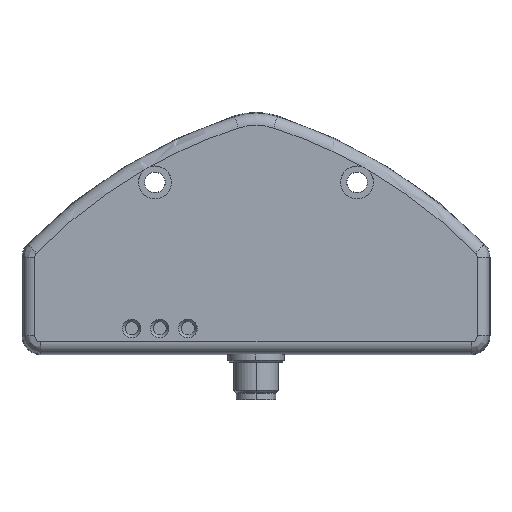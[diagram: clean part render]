
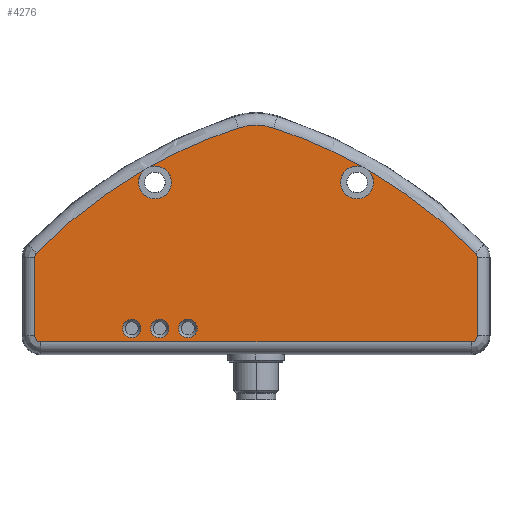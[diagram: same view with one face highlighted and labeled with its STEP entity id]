
A CAD part, front view. The second image highlights one B-rep face of the part: STEP entity #4276.
In plain terms, the highlighted planar face has unit normal (0, -1, 0).
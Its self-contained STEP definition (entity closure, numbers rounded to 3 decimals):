
#39=CARTESIAN_POINT('',(-35.947,0.,
-65.236));
#40=DIRECTION('',(0.,1.,0.));
#41=DIRECTION('',(0.308,0.,0.952));
#42=AXIS2_PLACEMENT_3D('',#39,#40,#41);
#48=CARTESIAN_POINT('',(27.,0.,46.));
#49=DIRECTION('',(0.,-1.,0.));
#50=DIRECTION('',(0.36,0.,0.933));
#51=AXIS2_PLACEMENT_3D('',#48,#49,#50);
#56=CARTESIAN_POINT('',(27.,0.,46.));
#57=DIRECTION('',(0.,-1.,0.));
#58=DIRECTION('',(-1.,0.,0.));
#59=AXIS2_PLACEMENT_3D('',#56,#57,#58);
#64=CARTESIAN_POINT('',(27.,0.,46.));
#65=DIRECTION('',(0.,-1.,0.));
#66=DIRECTION('',(1.,0.,0.));
#67=AXIS2_PLACEMENT_3D('',#64,#65,#66);
#72=CARTESIAN_POINT('',(-35.947,0.,
-65.236));
#73=DIRECTION('',(0.,1.,0.));
#74=DIRECTION('',(0.497,0.,0.868));
#75=AXIS2_PLACEMENT_3D('',#72,#73,#74);
#80=CARTESIAN_POINT('',(57.5,0.,26.));
#81=DIRECTION('',(0.,1.,0.));
#82=DIRECTION('',(0.716,0.,0.699));
#83=AXIS2_PLACEMENT_3D('',#80,#81,#82);
#88=CARTESIAN_POINT('',(57.5,0.,5.));
#89=DIRECTION('',(0.,1.,0.));
#90=DIRECTION('',(1.,0.,0.));
#91=AXIS2_PLACEMENT_3D('',#88,#89,#90);
#96=CARTESIAN_POINT('',(-57.5,0.,5.));
#97=DIRECTION('',(0.,1.,0.));
#98=DIRECTION('',(0.,0.,-1.));
#99=AXIS2_PLACEMENT_3D('',#96,#97,#98);
#104=CARTESIAN_POINT('',(-57.5,0.,
26.));
#105=DIRECTION('',(0.,1.,0.));
#106=DIRECTION('',(-1.,0.,0.));
#107=AXIS2_PLACEMENT_3D('',#104,#105,#106);
#112=CARTESIAN_POINT('',(35.947,0.,
-65.236));
#113=DIRECTION('',(0.,1.,0.));
#114=DIRECTION('',(-0.716,0.,0.699));
#115=AXIS2_PLACEMENT_3D('',#112,#113,#114);
#120=CARTESIAN_POINT('',(-27.,0.,46.));
#121=DIRECTION('',(0.,-1.,0.));
#122=DIRECTION('',(-0.614,0.,0.789));
#123=AXIS2_PLACEMENT_3D('',#120,#121,#122);
#128=CARTESIAN_POINT('',(-27.,0.,46.));
#129=DIRECTION('',(0.,-1.,0.));
#130=DIRECTION('',(-1.,0.,0.));
#131=AXIS2_PLACEMENT_3D('',#128,#129,#130);
#136=CARTESIAN_POINT('',(-27.,0.,46.));
#137=DIRECTION('',(0.,-1.,0.));
#138=DIRECTION('',(1.,0.,0.));
#139=AXIS2_PLACEMENT_3D('',#136,#137,#138);
#144=CARTESIAN_POINT('',(35.947,0.,
-65.236));
#145=DIRECTION('',(0.,1.,0.));
#146=DIRECTION('',(-0.488,0.,0.873));
#147=AXIS2_PLACEMENT_3D('',#144,#145,#146);
#152=CARTESIAN_POINT('',(0.,0.,46.));
#153=DIRECTION('',(0.,1.,0.));
#154=DIRECTION('',(-0.308,0.,0.952));
#155=AXIS2_PLACEMENT_3D('',#152,#153,#154);
#160=CARTESIAN_POINT('',(-33.2,0.,7.));
#161=DIRECTION('',(0.,-1.,0.));
#162=DIRECTION('',(-1.,0.,0.));
#163=AXIS2_PLACEMENT_3D('',#160,#161,#162);
#168=CARTESIAN_POINT('',(-33.2,0.,7.));
#169=DIRECTION('',(0.,-1.,0.));
#170=DIRECTION('',(1.,0.,0.));
#171=AXIS2_PLACEMENT_3D('',#168,#169,#170);
#176=CARTESIAN_POINT('',(-25.7,0.,7.));
#177=DIRECTION('',(0.,-1.,0.));
#178=DIRECTION('',(-1.,0.,0.));
#179=AXIS2_PLACEMENT_3D('',#176,#177,#178);
#184=CARTESIAN_POINT('',(-25.7,0.,7.));
#185=DIRECTION('',(0.,-1.,0.));
#186=DIRECTION('',(1.,0.,0.));
#187=AXIS2_PLACEMENT_3D('',#184,#185,#186);
#192=CARTESIAN_POINT('',(-18.2,0.,7.));
#193=DIRECTION('',(0.,-1.,0.));
#194=DIRECTION('',(-1.,0.,0.));
#195=AXIS2_PLACEMENT_3D('',#192,#193,#194);
#200=CARTESIAN_POINT('',(-18.2,0.,7.));
#201=DIRECTION('',(0.,-1.,0.));
#202=DIRECTION('',(1.,0.,0.));
#203=AXIS2_PLACEMENT_3D('',#200,#201,#202);
#1319=DIRECTION('',(0.,0.,-1.));
#1320=VECTOR('',#1319,21.);
#1321=CARTESIAN_POINT('',(-59.066,0.,
26.));
#1322=LINE('',#1321,#1320);
#1357=DIRECTION('',(1.,0.,0.));
#1358=VECTOR('',#1357,115.);
#1359=CARTESIAN_POINT('',(-57.5,0.,
3.434));
#1360=LINE('',#1359,#1358);
#1395=DIRECTION('',(0.,0.,1.));
#1396=VECTOR('',#1395,21.);
#1397=CARTESIAN_POINT('',(59.066,0.,
5.));
#1398=LINE('',#1397,#1396);
#3630=CARTESIAN_POINT('',(4.694,0.,
60.526));
#3631=CARTESIAN_POINT('',(28.586,0.,
50.104));
#3632=VERTEX_POINT('',#3630);
#3633=VERTEX_POINT('',#3631);
#3634=CARTESIAN_POINT('',(22.6,0.,46.));
#3635=VERTEX_POINT('',#3634);
#3636=CARTESIAN_POINT('',(31.4,0.,46.));
#3637=VERTEX_POINT('',#3636);
#3638=CARTESIAN_POINT('',(29.702,0.,49.473));
#3639=VERTEX_POINT('',#3638);
#3640=CARTESIAN_POINT('',(58.621,0.,
27.094));
#3641=VERTEX_POINT('',#3640);
#3642=CARTESIAN_POINT('',(59.066,0.,
26.));
#3643=VERTEX_POINT('',#3642);
#3644=CARTESIAN_POINT('',(59.066,0.,
5.));
#3645=VERTEX_POINT('',#3644);
#3646=CARTESIAN_POINT('',(57.5,0.,
3.434));
#3647=VERTEX_POINT('',#3646);
#3648=CARTESIAN_POINT('',(-57.5,0.,
3.434));
#3649=VERTEX_POINT('',#3648);
#3650=CARTESIAN_POINT('',(-59.066,0.,
5.));
#3651=VERTEX_POINT('',#3650);
#3652=CARTESIAN_POINT('',(-59.066,0.,
26.));
#3653=VERTEX_POINT('',#3652);
#3654=CARTESIAN_POINT('',(-58.621,0.,
27.094));
#3655=VERTEX_POINT('',#3654);
#3656=CARTESIAN_POINT('',(-29.702,0.,
49.473));
#3657=VERTEX_POINT('',#3656);
#3658=CARTESIAN_POINT('',(-31.4,0.,46.));
#3659=VERTEX_POINT('',#3658);
#3660=CARTESIAN_POINT('',(-22.6,0.,46.));
#3661=VERTEX_POINT('',#3660);
#3662=CARTESIAN_POINT('',(-28.586,0.,
50.104));
#3663=VERTEX_POINT('',#3662);
#3664=CARTESIAN_POINT('',(-4.694,0.,
60.526));
#3665=VERTEX_POINT('',#3664);
#3666=CARTESIAN_POINT('',(-35.643,0.,7.));
#3667=CARTESIAN_POINT('',(-30.757,0.,7.));
#3668=VERTEX_POINT('',#3666);
#3669=VERTEX_POINT('',#3667);
#3670=CARTESIAN_POINT('',(-28.143,0.,7.));
#3671=CARTESIAN_POINT('',(-23.257,0.,7.));
#3672=VERTEX_POINT('',#3670);
#3673=VERTEX_POINT('',#3671);
#3674=CARTESIAN_POINT('',(-20.701,0.,7.));
#3675=CARTESIAN_POINT('',(-15.699,0.,7.));
#3676=VERTEX_POINT('',#3674);
#3677=VERTEX_POINT('',#3675);
#4215=CARTESIAN_POINT('',(0.,0.,0.));
#4216=DIRECTION('',(0.,1.,0.));
#4217=DIRECTION('',(1.,0.,0.));
#4218=AXIS2_PLACEMENT_3D('',#4215,#4216,#4217);
#4219=PLANE('',#4218);
#4221=ORIENTED_EDGE('',*,*,#4220,.T.);
#4223=ORIENTED_EDGE('',*,*,#4222,.T.);
#4225=ORIENTED_EDGE('',*,*,#4224,.T.);
#4227=ORIENTED_EDGE('',*,*,#4226,.T.);
#4229=ORIENTED_EDGE('',*,*,#4228,.T.);
#4231=ORIENTED_EDGE('',*,*,#4230,.T.);
#4233=ORIENTED_EDGE('',*,*,#4232,.F.);
#4235=ORIENTED_EDGE('',*,*,#4234,.T.);
#4237=ORIENTED_EDGE('',*,*,#4236,.F.);
#4239=ORIENTED_EDGE('',*,*,#4238,.T.);
#4241=ORIENTED_EDGE('',*,*,#4240,.F.);
#4243=ORIENTED_EDGE('',*,*,#4242,.T.);
#4245=ORIENTED_EDGE('',*,*,#4244,.T.);
#4247=ORIENTED_EDGE('',*,*,#4246,.T.);
#4249=ORIENTED_EDGE('',*,*,#4248,.T.);
#4251=ORIENTED_EDGE('',*,*,#4250,.T.);
#4253=ORIENTED_EDGE('',*,*,#4252,.T.);
#4255=ORIENTED_EDGE('',*,*,#4254,.T.);
#4256=EDGE_LOOP('',(#4221,#4223,#4225,#4227,#4229,#4231,#4233,#4235,#4237,#4239,
#4241,#4243,#4245,#4247,#4249,#4251,#4253,#4255));
#4257=FACE_OUTER_BOUND('',#4256,.F.);
#4259=ORIENTED_EDGE('',*,*,#4258,.T.);
#4261=ORIENTED_EDGE('',*,*,#4260,.T.);
#4262=EDGE_LOOP('',(#4259,#4261));
#4263=FACE_BOUND('',#4262,.F.);
#4265=ORIENTED_EDGE('',*,*,#4264,.T.);
#4267=ORIENTED_EDGE('',*,*,#4266,.T.);
#4268=EDGE_LOOP('',(#4265,#4267));
#4269=FACE_BOUND('',#4268,.F.);
#4271=ORIENTED_EDGE('',*,*,#4270,.T.);
#4273=ORIENTED_EDGE('',*,*,#4272,.T.);
#4274=EDGE_LOOP('',(#4271,#4273));
#4275=FACE_BOUND('',#4274,.F.);
#4276=ADVANCED_FACE('',(#4257,#4263,#4269,#4275),#4219,.F.);
#43=CIRCLE('',#42,132.166);
#52=CIRCLE('',#51,4.4);
#60=CIRCLE('',#59,4.4);
#68=CIRCLE('',#67,4.4);
#76=CIRCLE('',#75,132.166);
#84=CIRCLE('',#83,1.566);
#92=CIRCLE('',#91,1.566);
#100=CIRCLE('',#99,1.566);
#108=CIRCLE('',#107,1.566);
#116=CIRCLE('',#115,132.166);
#124=CIRCLE('',#123,4.4);
#132=CIRCLE('',#131,4.4);
#140=CIRCLE('',#139,4.4);
#148=CIRCLE('',#147,132.166);
#156=CIRCLE('',#155,15.266);
#164=CIRCLE('',#163,2.443);
#172=CIRCLE('',#171,2.443);
#180=CIRCLE('',#179,2.443);
#188=CIRCLE('',#187,2.443);
#196=CIRCLE('',#195,2.501);
#204=CIRCLE('',#203,2.501);
#4220=EDGE_CURVE('',#3632,#3633,#43,.T.);
#4222=EDGE_CURVE('',#3633,#3635,#52,.T.);
#4224=EDGE_CURVE('',#3635,#3637,#60,.T.);
#4226=EDGE_CURVE('',#3637,#3639,#68,.T.);
#4228=EDGE_CURVE('',#3639,#3641,#76,.T.);
#4230=EDGE_CURVE('',#3641,#3643,#84,.T.);
#4232=EDGE_CURVE('',#3645,#3643,#1398,.T.);
#4234=EDGE_CURVE('',#3645,#3647,#92,.T.);
#4236=EDGE_CURVE('',#3649,#3647,#1360,.T.);
#4238=EDGE_CURVE('',#3649,#3651,#100,.T.);
#4240=EDGE_CURVE('',#3653,#3651,#1322,.T.);
#4242=EDGE_CURVE('',#3653,#3655,#108,.T.);
#4244=EDGE_CURVE('',#3655,#3657,#116,.T.);
#4246=EDGE_CURVE('',#3657,#3659,#124,.T.);
#4248=EDGE_CURVE('',#3659,#3661,#132,.T.);
#4250=EDGE_CURVE('',#3661,#3663,#140,.T.);
#4252=EDGE_CURVE('',#3663,#3665,#148,.T.);
#4254=EDGE_CURVE('',#3665,#3632,#156,.T.);
#4258=EDGE_CURVE('',#3668,#3669,#164,.T.);
#4260=EDGE_CURVE('',#3669,#3668,#172,.T.);
#4264=EDGE_CURVE('',#3672,#3673,#180,.T.);
#4266=EDGE_CURVE('',#3673,#3672,#188,.T.);
#4270=EDGE_CURVE('',#3676,#3677,#196,.T.);
#4272=EDGE_CURVE('',#3677,#3676,#204,.T.);
